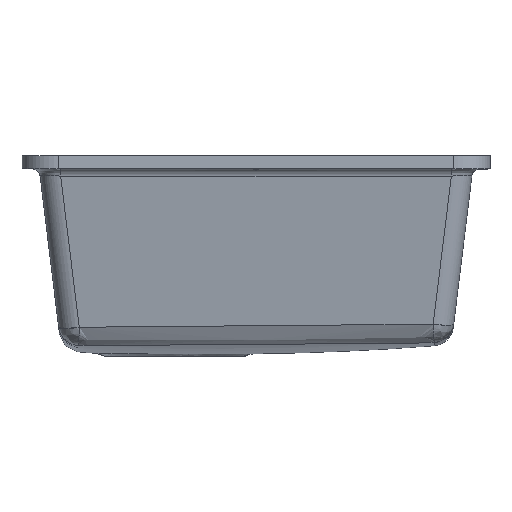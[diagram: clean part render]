
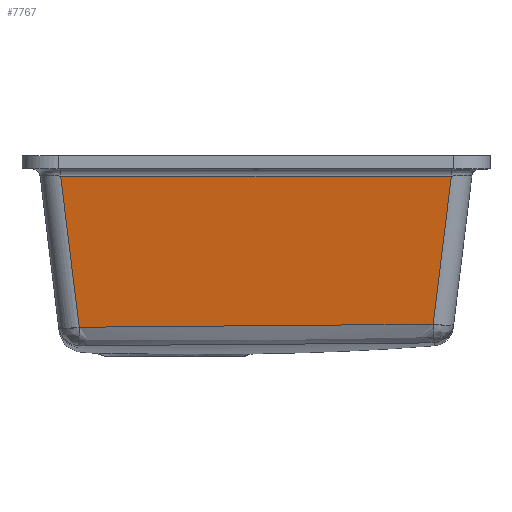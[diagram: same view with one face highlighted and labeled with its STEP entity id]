
A CAD part, left-side view. The second image highlights one B-rep face of the part: STEP entity #7767.
In plain terms, the highlighted planar face has unit normal (-0.993, 0, -0.122).
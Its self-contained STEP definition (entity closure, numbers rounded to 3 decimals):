
#46 = VERTEX_POINT ( 'NONE', #1018 ) ;
#54 = DIRECTION ( 'NONE',  ( 0.121, -0.121, -0.985 ) ) ;
#83 = CARTESIAN_POINT ( 'NONE',  ( -254.942, -134.886, -163.2 ) ) ;
#280 = EDGE_CURVE ( 'NONE', #5842, #2166, #1136, .T. ) ;
#310 = CARTESIAN_POINT ( 'NONE',  ( -272.571, 0., -19.626 ) ) ;
#410 = DIRECTION ( 'NONE',  ( -0.993, 0., -0.122 ) ) ;
#520 = CARTESIAN_POINT ( 'NONE',  ( -272.571, 187.813, -19.626 ) ) ;
#687 = LINE ( 'NONE', #1982, #2187 ) ;
#1018 = CARTESIAN_POINT ( 'NONE',  ( -254.722, 169.965, -164.989 ) ) ;
#1080 = VERTEX_POINT ( 'NONE', #7723 ) ;
#1136 = LINE ( 'NONE', #310, #7886 ) ;
#1158 = CARTESIAN_POINT ( 'NONE',  ( -254.722, 169.965, -164.989 ) ) ;
#1342 = CARTESIAN_POINT ( 'NONE',  ( -254.692, 155.786, -165.236 ) ) ;
#1525 = DIRECTION ( 'NONE',  ( 0., -1., 0. ) ) ;
#1804 = CARTESIAN_POINT ( 'NONE',  ( -254.722, 169.964, -164.992 ) ) ;
#1808 = B_SPLINE_CURVE_WITH_KNOTS ( 'NONE', 3,
 ( #3317, #7826, #3883, #8394, #2689, #1342, #6460, #5193, #7092, #2587, #2009, #7797, #5860, #5833, #6482, #7742, #7120, #83, #2610, #5909, #2635, #4562, #7146, #3237, #6531, #3260, #2030, #1983 ),
 .UNSPECIFIED., .F., .F.,
 ( 4, 2, 2, 2, 2, 2, 2, 2, 2, 2, 2, 2, 2, 4 ),
 ( 0., 0.005, 0.011, 0.021, 0.043, 0.085, 0.17, 0.255, 0.298, 0.319, 0.322, 0.324, 0.33, 0.34 ),
 .UNSPECIFIED. ) ;
#1982 = CARTESIAN_POINT ( 'NONE',  ( -272.571, 187.813, -19.626 ) ) ;
#1983 = CARTESIAN_POINT ( 'NONE',  ( -255.077, -170.319, -162.1 ) ) ;
#2009 = CARTESIAN_POINT ( 'NONE',  ( -254.634, 99.067, -165.706 ) ) ;
#2030 = CARTESIAN_POINT ( 'NONE',  ( -255.055, -166.778, -162.278 ) ) ;
#2166 = VERTEX_POINT ( 'NONE', #7279 ) ;
#2187 = VECTOR ( 'NONE', #54, 1000. ) ;
#2587 = CARTESIAN_POINT ( 'NONE',  ( -254.644, 113.247, -165.631 ) ) ;
#2610 = CARTESIAN_POINT ( 'NONE',  ( -254.961, -141.974, -163.046 ) ) ;
#2612 = EDGE_CURVE ( 'NONE', #4500, #1080, #1808, .T. ) ;
#2635 = CARTESIAN_POINT ( 'NONE',  ( -254.985, -150.834, -162.849 ) ) ;
#2689 = CARTESIAN_POINT ( 'NONE',  ( -254.7, 161.103, -165.172 ) ) ;
#2881 = EDGE_LOOP ( 'NONE', ( #7840, #7604, #6226, #5556, #6119 ) ) ;
#3237 = CARTESIAN_POINT ( 'NONE',  ( -255.003, -156.15, -162.702 ) ) ;
#3260 = CARTESIAN_POINT ( 'NONE',  ( -255.036, -163.235, -162.437 ) ) ;
#3317 = CARTESIAN_POINT ( 'NONE',  ( -254.722, 169.964, -164.992 ) ) ;
#3398 = B_SPLINE_CURVE_WITH_KNOTS ( 'NONE', 3,
 ( #1158, #3750, #5689, #1804 ),
 .UNSPECIFIED., .F., .F.,
 ( 4, 4 ),
 ( 0., 0. ),
 .UNSPECIFIED. ) ;
#3750 = CARTESIAN_POINT ( 'NONE',  ( -254.722, 169.965, -164.99 ) ) ;
#3883 = CARTESIAN_POINT ( 'NONE',  ( -254.71, 166.42, -165.088 ) ) ;
#3963 = CARTESIAN_POINT ( 'NONE',  ( -254.722, 169.964, -164.992 ) ) ;
#4290 = PLANE ( 'NONE',  #4462 ) ;
#4462 = AXIS2_PLACEMENT_3D ( 'NONE', #7585, #410, #5660 ) ;
#4500 = VERTEX_POINT ( 'NONE', #3963 ) ;
#4562 = CARTESIAN_POINT ( 'NONE',  ( -254.99, -152.606, -162.806 ) ) ;
#4821 = VECTOR ( 'NONE', #7144, 1000. ) ;
#5193 = CARTESIAN_POINT ( 'NONE',  ( -254.673, 141.607, -165.391 ) ) ;
#5222 = EDGE_CURVE ( 'NONE', #46, #4500, #3398, .T. ) ;
#5556 = ORIENTED_EDGE ( 'NONE', *, *, #8172, .F. ) ;
#5660 = DIRECTION ( 'NONE',  ( 0., 1., 0. ) ) ;
#5689 = CARTESIAN_POINT ( 'NONE',  ( -254.722, 169.964, -164.991 ) ) ;
#5833 = CARTESIAN_POINT ( 'NONE',  ( -254.706, -28.552, -165.121 ) ) ;
#5842 = VERTEX_POINT ( 'NONE', #520 ) ;
#5860 = CARTESIAN_POINT ( 'NONE',  ( -254.639, 28.166, -165.668 ) ) ;
#5909 = CARTESIAN_POINT ( 'NONE',  ( -254.983, -149.948, -162.868 ) ) ;
#6119 = ORIENTED_EDGE ( 'NONE', *, *, #280, .F. ) ;
#6226 = ORIENTED_EDGE ( 'NONE', *, *, #2612, .T. ) ;
#6460 = CARTESIAN_POINT ( 'NONE',  ( -254.687, 152.241, -165.276 ) ) ;
#6482 = CARTESIAN_POINT ( 'NONE',  ( -254.758, -56.91, -164.7 ) ) ;
#6531 = CARTESIAN_POINT ( 'NONE',  ( -255.011, -157.921, -162.64 ) ) ;
#7092 = CARTESIAN_POINT ( 'NONE',  ( -254.665, 134.517, -165.458 ) ) ;
#7120 = CARTESIAN_POINT ( 'NONE',  ( -254.887, -113.621, -163.648 ) ) ;
#7144 = DIRECTION ( 'NONE',  ( 0.121, 0.121, -0.985 ) ) ;
#7146 = CARTESIAN_POINT ( 'NONE',  ( -254.993, -153.492, -162.782 ) ) ;
#7223 = CARTESIAN_POINT ( 'NONE',  ( -265.196, -180.438, -79.687 ) ) ;
#7279 = CARTESIAN_POINT ( 'NONE',  ( -272.571, -187.813, -19.626 ) ) ;
#7437 = FACE_OUTER_BOUND ( 'NONE', #2881, .T. ) ;
#7585 = CARTESIAN_POINT ( 'NONE',  ( -277.488, -224.61, 20.424 ) ) ;
#7604 = ORIENTED_EDGE ( 'NONE', *, *, #5222, .T. ) ;
#7723 = CARTESIAN_POINT ( 'NONE',  ( -255.077, -170.319, -162.1 ) ) ;
#7742 = CARTESIAN_POINT ( 'NONE',  ( -254.853, -99.443, -163.928 ) ) ;
#7767 = ADVANCED_FACE ( 'NONE', ( #7437 ), #4290, .T. ) ;
#7797 = CARTESIAN_POINT ( 'NONE',  ( -254.623, 56.526, -165.794 ) ) ;
#7826 = CARTESIAN_POINT ( 'NONE',  ( -254.715, 168.192, -165.045 ) ) ;
#7840 = ORIENTED_EDGE ( 'NONE', *, *, #8116, .T. ) ;
#7886 = VECTOR ( 'NONE', #1525, 1000. ) ;
#8116 = EDGE_CURVE ( 'NONE', #5842, #46, #687, .T. ) ;
#8172 = EDGE_CURVE ( 'NONE', #2166, #1080, #8251, .T. ) ;
#8251 = LINE ( 'NONE', #7223, #4821 ) ;
#8394 = CARTESIAN_POINT ( 'NONE',  ( -254.702, 162.876, -165.153 ) ) ;
